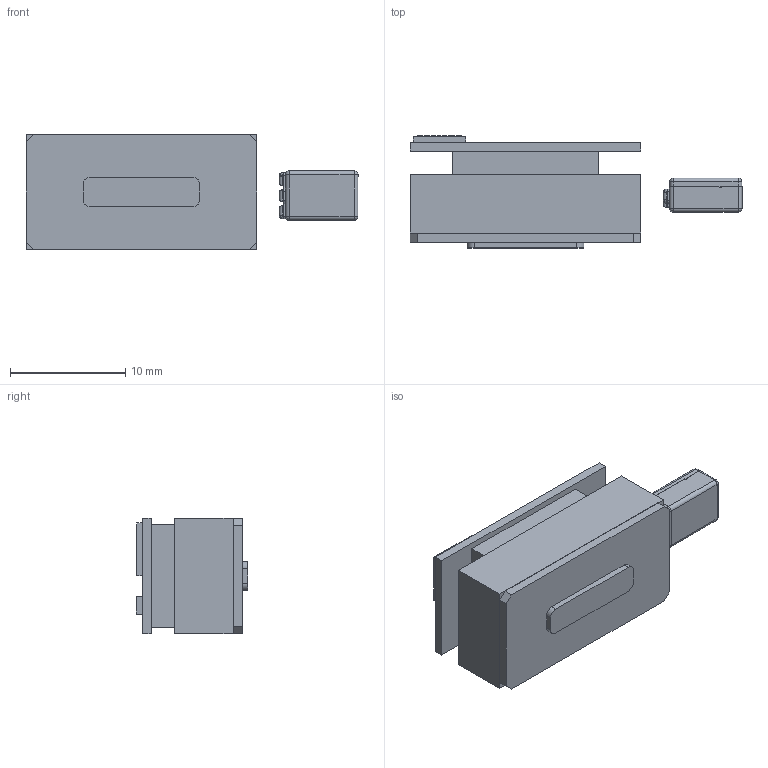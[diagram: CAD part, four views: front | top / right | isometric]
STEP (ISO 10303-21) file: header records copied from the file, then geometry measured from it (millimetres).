
FILE_DESCRIPTION (( 'STEP AP214' ), '1' );
FILE_NAME ('Assembly 140323-001.STEP', '2014-03-23T13:51:28', ( 'rbishop' ), ( '' ), 'SwSTEP 2.0', 'SolidWorks 2014', '' );
FILE_SCHEMA (( 'AUTOMOTIVE_DESIGN' ));
Length unit declared in the file: inch
Products named in the file (7): KLR3012 PCB Assembly 140323-001; Wireless Charger Substrate 140323-001; Battery 140323-001; Assembly 140323-001; FED-30048-I04 Knowles Import; Dome Switch 140323-001; Antenna 140323-001
Assembly tree (6 placements, depth 2):
  Assembly 140323-001
    Battery 140323-001
    Wireless Charger Substrate 140323-001
    KLR3012 PCB Assembly 140323-001
    Antenna 140323-001
    Dome Switch 140323-001
    FED-30048-I04 Knowles Import
Bounding box: 28.85 x 9.73 x 10.03 mm (x, y, z)
Volume: 1610 mm3; surface area: 1983.1 mm2
Topology: 6 solids, 6 shells, 227 faces, 554 edges, 344 vertices
Faces by surface type: plane 126, cylinder 71, bspline 28, torus 2
Entity records: 7599 total; most frequent: CARTESIAN_POINT 2008, ORIENTED_EDGE 1108, DIRECTION 1091, EDGE_CURVE 554, AXIS2_PLACEMENT_3D 369, LINE 353, VECTOR 353, VERTEX_POINT 344
